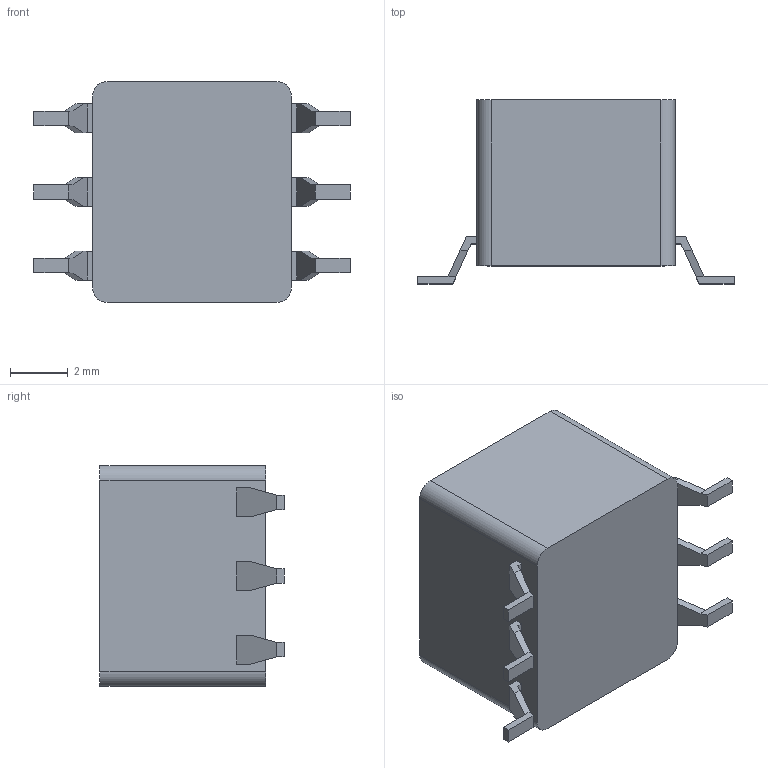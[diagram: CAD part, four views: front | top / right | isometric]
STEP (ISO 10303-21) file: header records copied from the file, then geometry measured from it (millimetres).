
FILE_DESCRIPTION((''),'2;1');
FILE_NAME('RF-TYPE_W','2012-08-21T',('ryans'),('Bourns, Inc.'),'PRO/ENGINEER BY PARAMETRIC TECHNOLOGY CORPORATION, 2010100','PRO/ENGINEER BY PARAMETRIC TECHNOLOGY CORPORATION, 2010100','');
FILE_SCHEMA(('CONFIG_CONTROL_DESIGN'));
Length unit declared in the file: millimetre
Products named in the file (1): RF-TYPE_W
Bounding box: 10.92 x 6.35 x 7.62 mm (x, y, z)
Volume: 300.4 mm3; surface area: 297.3 mm2
Topology: 1 solids, 1 shells, 88 faces, 228 edges, 148 vertices
Faces by surface type: plane 84, cylinder 4
Entity records: 2662 total; most frequent: CARTESIAN_POINT 464, ORIENTED_EDGE 456, DIRECTION 412, EDGE_CURVE 228, VECTOR 220, LINE 220, VERTEX_POINT 148, AXIS2_PLACEMENT_3D 96
